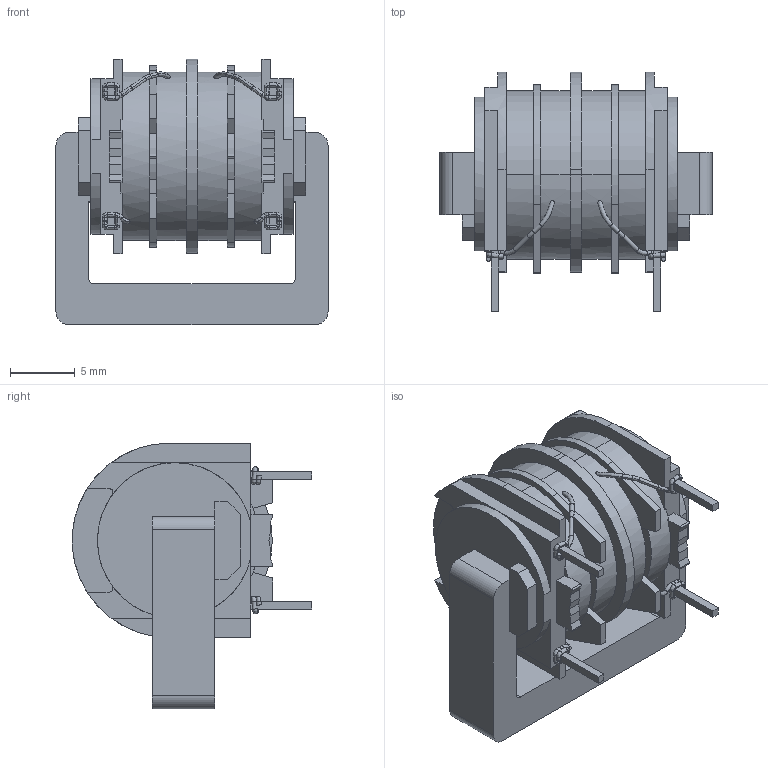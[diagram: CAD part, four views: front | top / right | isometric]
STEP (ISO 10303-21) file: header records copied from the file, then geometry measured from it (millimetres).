
FILE_DESCRIPTION((''),'2;1');
FILE_NAME('B82731-H_PUBLIC','2021-05-31T',('ED9263'),(''),'CREO PARAMETRIC BY PTC INC, 2018220','CREO PARAMETRIC BY PTC INC, 2018220','');
FILE_SCHEMA(('AUTOMOTIVE_DESIGN { 1 0 10303 214 1 1 1 1 }'));
Length unit declared in the file: millimetre
Products named in the file (1): B82731-H_PUBLIC
Bounding box: 21 x 18.5 x 20.5 mm (x, y, z)
Volume: 2830.1 mm3; surface area: 2173.1 mm2
Topology: 1 solids, 3 shells, 338 faces, 884 edges, 556 vertices
Faces by surface type: plane 146, bspline 106, cylinder 70, torus 12, sphere 4
Entity records: 31965 total; most frequent: CARTESIAN_POINT 21080, ORIENTED_EDGE 1764, DIRECTION 1280, EDGE_CURVE 882, VERTEX_POINT 556, FILL_AREA_STYLE_COLOUR 444, FILL_AREA_STYLE 444, SURFACE_STYLE_FILL_AREA 444
